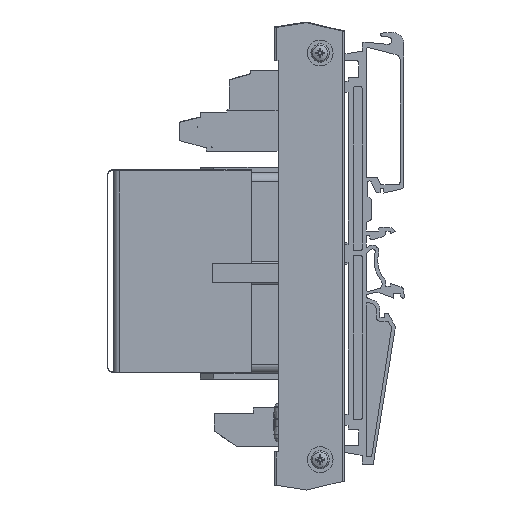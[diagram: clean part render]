
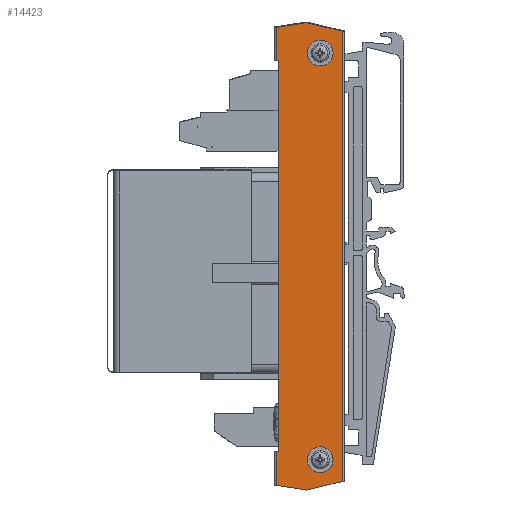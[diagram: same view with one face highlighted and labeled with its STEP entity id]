
A CAD part, left-side view. The second image highlights one B-rep face of the part: STEP entity #14423.
In plain terms, the highlighted face is planar.
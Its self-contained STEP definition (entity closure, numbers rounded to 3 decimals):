
#13258=CARTESIAN_POINT('',(77.772,-5.162,5.0));
#13259=VERTEX_POINT('',#13258);
#13260=CARTESIAN_POINT('',(74.272,-5.162,5.0));
#13261=DIRECTION('',(0.0,0.0,-1.0));
#13262=DIRECTION('',(-1.0,0.0,0.0));
#13263=AXIS2_PLACEMENT_3D('',#13260,#13261,#13262);
#13264=CIRCLE('',#13263,3.5);
#13265=EDGE_CURVE('',#13259,#13259,#13264,.T.);
#13346=CARTESIAN_POINT('',(-32.728,-5.162,5.0));
#13347=VERTEX_POINT('',#13346);
#13348=CARTESIAN_POINT('',(-36.228,-5.162,5.0));
#13349=DIRECTION('',(0.0,0.0,-1.0));
#13350=DIRECTION('',(-1.0,0.0,0.0));
#13351=AXIS2_PLACEMENT_3D('',#13348,#13349,#13350);
#13352=CIRCLE('',#13351,3.5);
#13353=EDGE_CURVE('',#13347,#13347,#13352,.T.);
#14118=CARTESIAN_POINT('',(-34.128,6.238,5.0));
#14119=VERTEX_POINT('',#14118);
#14126=CARTESIAN_POINT('',(72.172,6.238,5.0));
#14127=VERTEX_POINT('',#14126);
#14128=CARTESIAN_POINT('',(72.172,6.238,5.0));
#14129=DIRECTION('',(-1.0,0.0,0.0));
#14130=VECTOR('',#14129,106.3);
#14131=LINE('',#14128,#14130);
#14132=EDGE_CURVE('',#14127,#14119,#14131,.T.);
#14300=CARTESIAN_POINT('',(72.172,6.738,5.0));
#14301=VERTEX_POINT('',#14300);
#14302=CARTESIAN_POINT('',(72.172,6.738,5.0));
#14303=DIRECTION('',(0.0,-1.0,0.0));
#14304=VECTOR('',#14303,0.5);
#14305=LINE('',#14302,#14304);
#14306=EDGE_CURVE('',#14301,#14127,#14305,.T.);
#14331=CARTESIAN_POINT('',(-34.128,6.738,5.0));
#14332=VERTEX_POINT('',#14331);
#14340=CARTESIAN_POINT('',(-34.128,6.238,5.0));
#14341=DIRECTION('',(0.0,1.0,0.0));
#14342=VECTOR('',#14341,0.5);
#14343=LINE('',#14340,#14342);
#14344=EDGE_CURVE('',#14119,#14332,#14343,.T.);
#14353=CARTESIAN_POINT('',(19.022,-2.147,5.0));
#14354=DIRECTION('',(0.0,0.0,1.0));
#14355=DIRECTION('',(1.0,0.0,0.0));
#14356=AXIS2_PLACEMENT_3D('',#14353,#14354,#14355);
#14357=PLANE('',#14356);
#14358=ORIENTED_EDGE('',*,*,#14306,.T.);
#14359=ORIENTED_EDGE('',*,*,#14132,.T.);
#14360=ORIENTED_EDGE('',*,*,#14344,.T.);
#14361=CARTESIAN_POINT('',(-43.182,6.738,5.0));
#14362=VERTEX_POINT('',#14361);
#14363=CARTESIAN_POINT('',(-43.182,6.738,5.0));
#14364=DIRECTION('',(1.0,0.0,0.0));
#14365=VECTOR('',#14364,9.054);
#14366=LINE('',#14363,#14365);
#14367=EDGE_CURVE('',#14362,#14332,#14366,.T.);
#14368=ORIENTED_EDGE('',*,*,#14367,.F.);
#14369=CARTESIAN_POINT('',(-44.468,-1.425,5.0));
#14370=VERTEX_POINT('',#14369);
#14371=CARTESIAN_POINT('',(-44.468,-1.425,5.0));
#14372=DIRECTION('',(0.156,0.988,0.0));
#14373=VECTOR('',#14372,8.263);
#14374=LINE('',#14371,#14373);
#14375=EDGE_CURVE('',#14370,#14362,#14374,.T.);
#14376=ORIENTED_EDGE('',*,*,#14375,.F.);
#14377=CARTESIAN_POINT('',(-42.171,-11.162,5.0));
#14378=VERTEX_POINT('',#14377);
#14379=CARTESIAN_POINT('',(-42.171,-11.162,5.0));
#14380=DIRECTION('',(-0.23,0.973,0.0));
#14381=VECTOR('',#14380,10.005);
#14382=LINE('',#14379,#14381);
#14383=EDGE_CURVE('',#14378,#14370,#14382,.T.);
#14384=ORIENTED_EDGE('',*,*,#14383,.F.);
#14385=CARTESIAN_POINT('',(80.215,-11.162,5.0));
#14386=VERTEX_POINT('',#14385);
#14387=CARTESIAN_POINT('',(80.215,-11.162,5.0));
#14388=DIRECTION('',(-1.0,0.0,0.0));
#14389=VECTOR('',#14388,122.386);
#14390=LINE('',#14387,#14389);
#14391=EDGE_CURVE('',#14386,#14378,#14390,.T.);
#14392=ORIENTED_EDGE('',*,*,#14391,.F.);
#14393=CARTESIAN_POINT('',(82.512,-1.425,5.0));
#14394=VERTEX_POINT('',#14393);
#14395=CARTESIAN_POINT('',(82.512,-1.425,5.0));
#14396=DIRECTION('',(-0.23,-0.973,0.0));
#14397=VECTOR('',#14396,10.005);
#14398=LINE('',#14395,#14397);
#14399=EDGE_CURVE('',#14394,#14386,#14398,.T.);
#14400=ORIENTED_EDGE('',*,*,#14399,.F.);
#14401=CARTESIAN_POINT('',(81.226,6.738,5.0));
#14402=VERTEX_POINT('',#14401);
#14403=CARTESIAN_POINT('',(81.226,6.738,5.0));
#14404=DIRECTION('',(0.156,-0.988,0.0));
#14405=VECTOR('',#14404,8.263);
#14406=LINE('',#14403,#14405);
#14407=EDGE_CURVE('',#14402,#14394,#14406,.T.);
#14408=ORIENTED_EDGE('',*,*,#14407,.F.);
#14409=CARTESIAN_POINT('',(72.172,6.738,5.0));
#14410=DIRECTION('',(1.0,0.0,0.0));
#14411=VECTOR('',#14410,9.054);
#14412=LINE('',#14409,#14411);
#14413=EDGE_CURVE('',#14301,#14402,#14412,.T.);
#14414=ORIENTED_EDGE('',*,*,#14413,.F.);
#14415=EDGE_LOOP('',(#14358,#14359,#14360,#14368,#14376,#14384,#14392,#14400,#14408,#14414));
#14416=FACE_OUTER_BOUND('',#14415,.T.);
#14417=ORIENTED_EDGE('',*,*,#13265,.T.);
#14418=EDGE_LOOP('',(#14417));
#14419=FACE_BOUND('',#14418,.T.);
#14420=ORIENTED_EDGE('',*,*,#13353,.T.);
#14421=EDGE_LOOP('',(#14420));
#14422=FACE_BOUND('',#14421,.T.);
#14423=ADVANCED_FACE('',(#14416,#14419,#14422),#14357,.T.);
